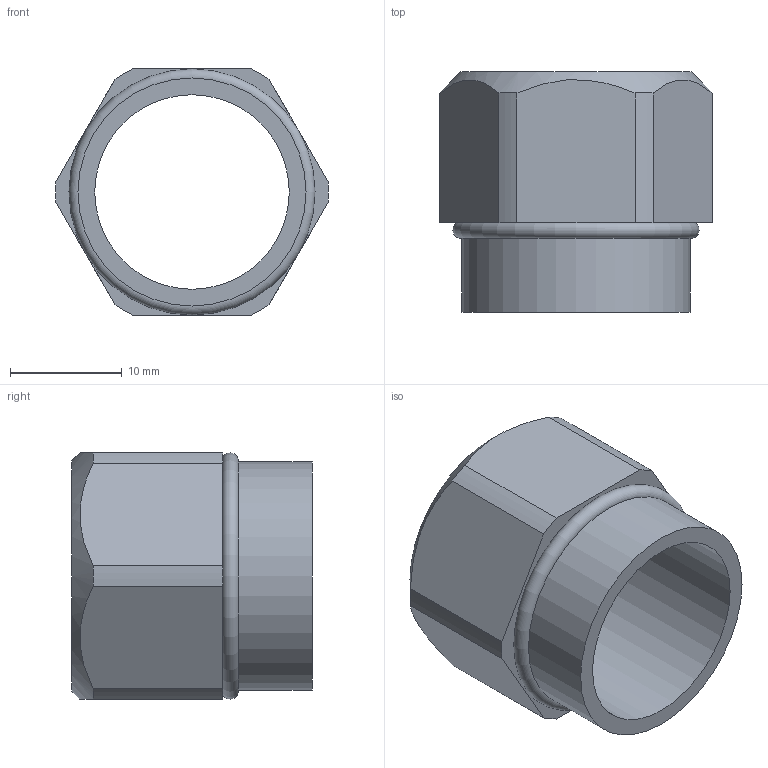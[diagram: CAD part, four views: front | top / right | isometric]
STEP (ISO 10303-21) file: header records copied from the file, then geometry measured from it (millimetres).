
FILE_DESCRIPTION(/* description */ (''),/* implementation_level */ '2;1');
FILE_NAME(/* name */ '3D_1021010151001_WNP-M20_V1.0_stp.stp',/* time_stamp */ '2024-02-29T14:47:24+08:00',/* author */ (''),/* organization */ (''),/* preprocessor_version */ 'ST-DEVELOPER v18.1',/* originating_system */ 'SIEMENS PLM Software NX 1980',/* authorisation */ '');
FILE_SCHEMA (('AUTOMOTIVE_DESIGN { 1 0 10303 214 3 1 1 1 }'));
Length unit declared in the file: millimetre
Products named in the file (1): 3D_1021010151001_WNP-M20_V1.0_stp
Bounding box: 24.39 x 21.5 x 22 mm (x, y, z)
Volume: 3126.1 mm3; surface area: 3012.2 mm2
Topology: 1 solids, 1 shells, 19 faces, 49 edges, 33 vertices
Faces by surface type: plane 9, cylinder 8, torus 1, cone 1
Full cylindrical faces by diameter (mm): 17.4 x1, 20.4 x1
Entity records: 588 total; most frequent: CARTESIAN_POINT 122, DIRECTION 94, ORIENTED_EDGE 84, EDGE_CURVE 42, AXIS2_PLACEMENT_3D 38, VERTEX_POINT 30, EDGE_LOOP 26, ADVANCED_FACE 19
